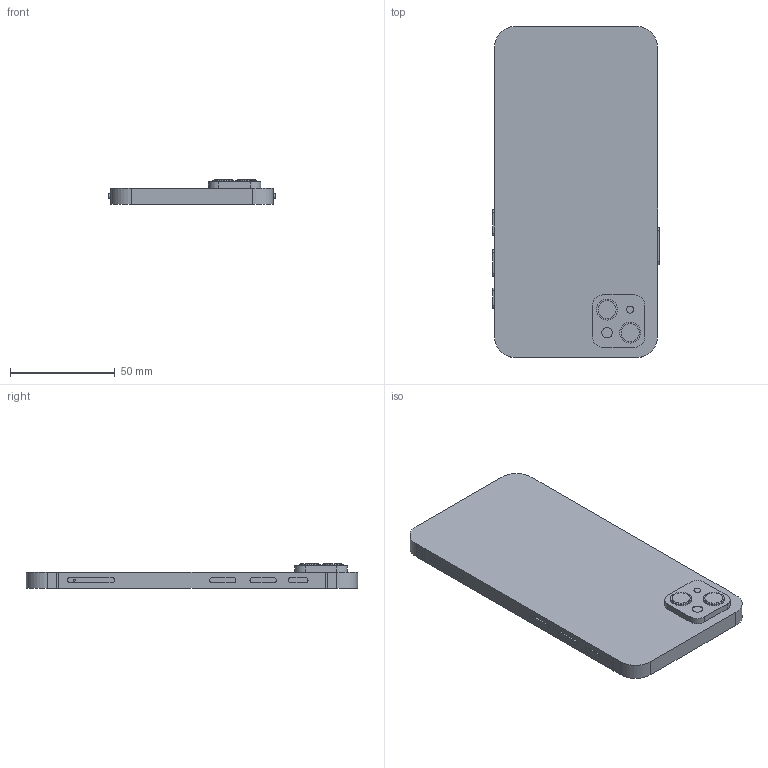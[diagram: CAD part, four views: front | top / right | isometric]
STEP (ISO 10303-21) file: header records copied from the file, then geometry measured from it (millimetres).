
FILE_DESCRIPTION (( 'STEP AP214' ), '1' );
FILE_NAME ('phone.STEP', '2025-01-15T04:05:00', ( 'zqq' ), ( 'zqq' ), 'SwSTEP 2.0', 'SolidWorks 2024', '' );
FILE_SCHEMA (( 'AUTOMOTIVE_DESIGN' ));
Length unit declared in the file: millimetre
Products named in the file (8): sim卡槽; phone; 音量-; 机身; 音量+; 开机键; 摄像头; 静音
Assembly tree (7 placements, depth 2):
  phone
    机身
    静音
    开机键
    摄像头
    音量-
    音量+
    sim卡槽
Bounding box: 79.4 x 158.1 x 11.66 mm (x, y, z)
Volume: 94171.3 mm3; surface area: 32317.7 mm2
Topology: 7 solids, 7 shells, 206 faces, 489 edges, 326 vertices
Faces by surface type: plane 127, cylinder 79
Entity records: 6228 total; most frequent: DIRECTION 1079, CARTESIAN_POINT 1031, ORIENTED_EDGE 978, EDGE_CURVE 489, AXIS2_PLACEMENT_3D 374, VECTOR 331, LINE 331, VERTEX_POINT 326
